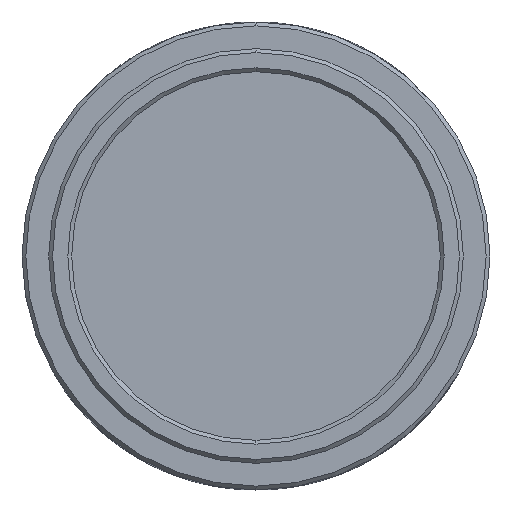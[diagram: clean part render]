
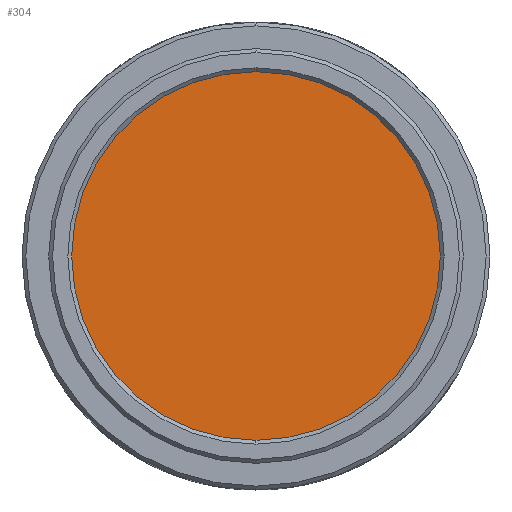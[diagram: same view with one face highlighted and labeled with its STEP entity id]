
A CAD part, left-side view. The second image highlights one B-rep face of the part: STEP entity #304.
In plain terms, the highlighted planar face has unit normal (-1, 0, 0).
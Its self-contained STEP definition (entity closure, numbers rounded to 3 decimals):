
#304 = ADVANCED_FACE ( 'NONE', ( #1522 ), #1490, .F. ) ;
#1083 = CARTESIAN_POINT ( 'NONE',  ( -4.445, 0., -12.7 ) ) ;
#1490 = PLANE ( 'NONE',  #2654 ) ;
#1522 = FACE_OUTER_BOUND ( 'NONE', #38594, .T. ) ;
#2654 = AXIS2_PLACEMENT_3D ( 'NONE', #6234, #6713, #50211 ) ;
#3289 = ORIENTED_EDGE ( 'NONE', *, *, #52932, .F. ) ;
#6234 = CARTESIAN_POINT ( 'NONE',  ( -4.445, 0., 0. ) ) ;
#6713 = DIRECTION ( 'NONE',  ( 1., 0., 0. ) ) ;
#8492 = CARTESIAN_POINT ( 'NONE',  ( -4.445, 0., 0. ) ) ;
#19096 = CIRCLE ( 'NONE', #69868, 12.7 ) ;
#25384 = AXIS2_PLACEMENT_3D ( 'NONE', #8492, #63847, #41076 ) ;
#38594 = EDGE_LOOP ( 'NONE', ( #3289, #59246 ) ) ;
#41076 = DIRECTION ( 'NONE',  ( 0., 0., -1. ) ) ;
#43443 = EDGE_CURVE ( 'NONE', #45946, #52905, #62701, .T. ) ;
#43999 = DIRECTION ( 'NONE',  ( 0., 0., -1. ) ) ;
#44248 = CARTESIAN_POINT ( 'NONE',  ( -4.445, 0., 0. ) ) ;
#45946 = VERTEX_POINT ( 'NONE', #61695 ) ;
#50211 = DIRECTION ( 'NONE',  ( 0., 0., -1. ) ) ;
#52905 = VERTEX_POINT ( 'NONE', #1083 ) ;
#52932 = EDGE_CURVE ( 'NONE', #52905, #45946, #19096, .T. ) ;
#54701 = DIRECTION ( 'NONE',  ( 1., 0., 0. ) ) ;
#59246 = ORIENTED_EDGE ( 'NONE', *, *, #43443, .F. ) ;
#61695 = CARTESIAN_POINT ( 'NONE',  ( -4.445, 0., 12.7 ) ) ;
#62701 = CIRCLE ( 'NONE', #25384, 12.7 ) ;
#63847 = DIRECTION ( 'NONE',  ( 1., 0., 0. ) ) ;
#69868 = AXIS2_PLACEMENT_3D ( 'NONE', #44248, #54701, #43999 ) ;
